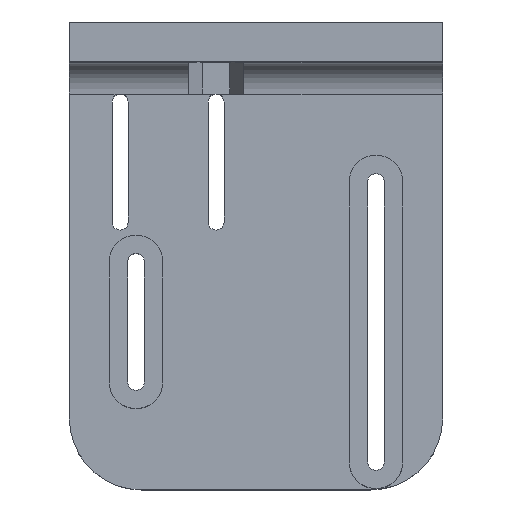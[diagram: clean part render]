
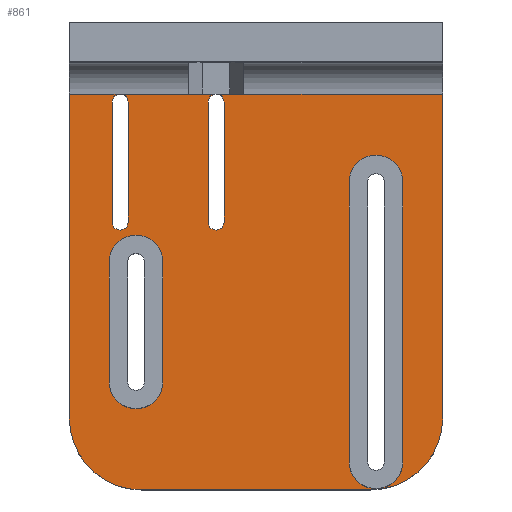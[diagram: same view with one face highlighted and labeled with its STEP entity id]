
A CAD part, top view. The second image highlights one B-rep face of the part: STEP entity #861.
In plain terms, the highlighted planar face has unit normal (0, 0, 1).
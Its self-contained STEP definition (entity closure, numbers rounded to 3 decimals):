
#19=FACE_BOUND('',#142,.T.);
#20=FACE_BOUND('',#143,.T.);
#47=CIRCLE('',#922,9.);
#57=CIRCLE('',#935,9.);
#58=CIRCLE('',#938,1.);
#59=CIRCLE('',#939,1.);
#60=CIRCLE('',#940,1.);
#61=CIRCLE('',#941,1.);
#62=CIRCLE('',#942,1.);
#63=CIRCLE('',#943,1.);
#64=CIRCLE('',#944,3.35);
#65=CIRCLE('',#945,3.35);
#66=CIRCLE('',#946,3.35);
#67=CIRCLE('',#947,3.35);
#91=FACE_OUTER_BOUND('',#141,.T.);
#141=EDGE_LOOP('',(#643,#644,#645,#646,#647,#648,#649,#650,#651,#652,#653,
#654,#655,#656,#657,#658,#659,#660,#661,#662));
#142=EDGE_LOOP('',(#663,#664,#665,#666));
#143=EDGE_LOOP('',(#667,#668,#669,#670));
#197=LINE('',#1289,#287);
#200=LINE('',#1299,#290);
#201=LINE('',#1300,#291);
#207=LINE('',#1315,#297);
#221=LINE('',#1363,#311);
#224=LINE('',#1368,#314);
#225=LINE('',#1372,#315);
#226=LINE('',#1376,#316);
#227=LINE('',#1378,#317);
#228=LINE('',#1382,#318);
#229=LINE('',#1386,#319);
#230=LINE('',#1388,#320);
#231=LINE('',#1391,#321);
#232=LINE('',#1395,#322);
#233=LINE('',#1399,#323);
#234=LINE('',#1403,#324);
#287=VECTOR('',#1027,10.);
#290=VECTOR('',#1036,10.);
#291=VECTOR('',#1037,10.);
#297=VECTOR('',#1051,10.);
#311=VECTOR('',#1091,10.);
#314=VECTOR('',#1096,10.);
#315=VECTOR('',#1099,10.);
#316=VECTOR('',#1102,10.);
#317=VECTOR('',#1105,10.);
#318=VECTOR('',#1108,10.);
#319=VECTOR('',#1111,10.);
#320=VECTOR('',#1114,10.);
#321=VECTOR('',#1115,10.);
#322=VECTOR('',#1118,10.);
#323=VECTOR('',#1121,10.);
#324=VECTOR('',#1124,10.);
#366=VERTEX_POINT('',#1260);
#371=VERTEX_POINT('',#1273);
#375=VERTEX_POINT('',#1288);
#378=VERTEX_POINT('',#1296);
#379=VERTEX_POINT('',#1298);
#382=VERTEX_POINT('',#1305);
#383=VERTEX_POINT('',#1307);
#404=VERTEX_POINT('',#1357);
#405=VERTEX_POINT('',#1359);
#406=VERTEX_POINT('',#1367);
#407=VERTEX_POINT('',#1369);
#408=VERTEX_POINT('',#1371);
#409=VERTEX_POINT('',#1373);
#410=VERTEX_POINT('',#1375);
#411=VERTEX_POINT('',#1379);
#412=VERTEX_POINT('',#1381);
#413=VERTEX_POINT('',#1383);
#414=VERTEX_POINT('',#1385);
#415=VERTEX_POINT('',#1389);
#416=VERTEX_POINT('',#1390);
#417=VERTEX_POINT('',#1392);
#418=VERTEX_POINT('',#1394);
#419=VERTEX_POINT('',#1397);
#420=VERTEX_POINT('',#1398);
#421=VERTEX_POINT('',#1400);
#422=VERTEX_POINT('',#1402);
#460=EDGE_CURVE('',#366,#375,#197,.T.);
#465=EDGE_CURVE('',#378,#379,#200,.T.);
#466=EDGE_CURVE('',#379,#371,#201,.T.);
#469=EDGE_CURVE('',#382,#383,#47,.T.);
#474=EDGE_CURVE('',#375,#382,#207,.T.);
#496=EDGE_CURVE('',#404,#405,#57,.T.);
#498=EDGE_CURVE('',#378,#405,#221,.T.);
#501=EDGE_CURVE('',#406,#366,#224,.T.);
#502=EDGE_CURVE('',#407,#406,#58,.T.);
#503=EDGE_CURVE('',#408,#407,#225,.T.);
#504=EDGE_CURVE('',#409,#408,#59,.T.);
#505=EDGE_CURVE('',#410,#409,#226,.T.);
#506=EDGE_CURVE('',#406,#410,#60,.T.);
#507=EDGE_CURVE('',#371,#406,#227,.T.);
#508=EDGE_CURVE('',#411,#379,#61,.T.);
#509=EDGE_CURVE('',#412,#411,#228,.T.);
#510=EDGE_CURVE('',#413,#412,#62,.T.);
#511=EDGE_CURVE('',#414,#413,#229,.T.);
#512=EDGE_CURVE('',#379,#414,#63,.T.);
#513=EDGE_CURVE('',#404,#383,#230,.T.);
#514=EDGE_CURVE('',#415,#416,#231,.T.);
#515=EDGE_CURVE('',#416,#417,#64,.T.);
#516=EDGE_CURVE('',#417,#418,#232,.T.);
#517=EDGE_CURVE('',#418,#415,#65,.T.);
#518=EDGE_CURVE('',#419,#420,#233,.T.);
#519=EDGE_CURVE('',#420,#421,#66,.T.);
#520=EDGE_CURVE('',#421,#422,#234,.T.);
#521=EDGE_CURVE('',#422,#419,#67,.T.);
#643=ORIENTED_EDGE('',*,*,#469,.F.);
#644=ORIENTED_EDGE('',*,*,#474,.F.);
#645=ORIENTED_EDGE('',*,*,#460,.F.);
#646=ORIENTED_EDGE('',*,*,#501,.F.);
#647=ORIENTED_EDGE('',*,*,#502,.F.);
#648=ORIENTED_EDGE('',*,*,#503,.F.);
#649=ORIENTED_EDGE('',*,*,#504,.F.);
#650=ORIENTED_EDGE('',*,*,#505,.F.);
#651=ORIENTED_EDGE('',*,*,#506,.F.);
#652=ORIENTED_EDGE('',*,*,#507,.F.);
#653=ORIENTED_EDGE('',*,*,#466,.F.);
#654=ORIENTED_EDGE('',*,*,#508,.F.);
#655=ORIENTED_EDGE('',*,*,#509,.F.);
#656=ORIENTED_EDGE('',*,*,#510,.F.);
#657=ORIENTED_EDGE('',*,*,#511,.F.);
#658=ORIENTED_EDGE('',*,*,#512,.F.);
#659=ORIENTED_EDGE('',*,*,#465,.F.);
#660=ORIENTED_EDGE('',*,*,#498,.T.);
#661=ORIENTED_EDGE('',*,*,#496,.F.);
#662=ORIENTED_EDGE('',*,*,#513,.T.);
#663=ORIENTED_EDGE('',*,*,#514,.T.);
#664=ORIENTED_EDGE('',*,*,#515,.T.);
#665=ORIENTED_EDGE('',*,*,#516,.T.);
#666=ORIENTED_EDGE('',*,*,#517,.T.);
#667=ORIENTED_EDGE('',*,*,#518,.T.);
#668=ORIENTED_EDGE('',*,*,#519,.T.);
#669=ORIENTED_EDGE('',*,*,#520,.T.);
#670=ORIENTED_EDGE('',*,*,#521,.T.);
#828=PLANE('',#937);
#861=ADVANCED_FACE('',(#91,#19,#20),#828,.T.);
#922=AXIS2_PLACEMENT_3D('',#1308,#1043,#1044);
#935=AXIS2_PLACEMENT_3D('',#1360,#1086,#1087);
#937=AXIS2_PLACEMENT_3D('',#1366,#1094,#1095);
#938=AXIS2_PLACEMENT_3D('',#1370,#1097,#1098);
#939=AXIS2_PLACEMENT_3D('',#1374,#1100,#1101);
#940=AXIS2_PLACEMENT_3D('',#1377,#1103,#1104);
#941=AXIS2_PLACEMENT_3D('',#1380,#1106,#1107);
#942=AXIS2_PLACEMENT_3D('',#1384,#1109,#1110);
#943=AXIS2_PLACEMENT_3D('',#1387,#1112,#1113);
#944=AXIS2_PLACEMENT_3D('',#1393,#1116,#1117);
#945=AXIS2_PLACEMENT_3D('',#1396,#1119,#1120);
#946=AXIS2_PLACEMENT_3D('',#1401,#1122,#1123);
#947=AXIS2_PLACEMENT_3D('',#1404,#1125,#1126);
#1027=DIRECTION('',(1.,0.,0.));
#1036=DIRECTION('',(1.,0.,0.));
#1037=DIRECTION('',(1.,0.,0.));
#1043=DIRECTION('center_axis',(0.,0.,-1.));
#1044=DIRECTION('ref_axis',(0.707,-0.707,0.));
#1051=DIRECTION('',(0.,-1.,0.));
#1086=DIRECTION('center_axis',(0.,0.,-1.));
#1087=DIRECTION('ref_axis',(-0.707,-0.707,0.));
#1091=DIRECTION('',(0.,-1.,0.));
#1094=DIRECTION('center_axis',(0.,0.,1.));
#1095=DIRECTION('ref_axis',(1.,0.,0.));
#1096=DIRECTION('',(1.,0.,0.));
#1097=DIRECTION('center_axis',(0.,0.,1.));
#1098=DIRECTION('ref_axis',(1.,0.,0.));
#1099=DIRECTION('',(0.,1.,0.));
#1100=DIRECTION('center_axis',(0.,0.,1.));
#1101=DIRECTION('ref_axis',(-1.,0.,0.));
#1102=DIRECTION('',(0.,-1.,0.));
#1103=DIRECTION('center_axis',(0.,0.,1.));
#1104=DIRECTION('ref_axis',(1.,0.,0.));
#1105=DIRECTION('',(1.,0.,0.));
#1106=DIRECTION('center_axis',(0.,0.,1.));
#1107=DIRECTION('ref_axis',(1.,0.,0.));
#1108=DIRECTION('',(0.,1.,0.));
#1109=DIRECTION('center_axis',(0.,0.,1.));
#1110=DIRECTION('ref_axis',(-1.,0.,0.));
#1111=DIRECTION('',(0.,-1.,0.));
#1112=DIRECTION('center_axis',(0.,0.,1.));
#1113=DIRECTION('ref_axis',(1.,0.,0.));
#1114=DIRECTION('',(1.,0.,0.));
#1115=DIRECTION('',(0.,-1.,0.));
#1116=DIRECTION('center_axis',(0.,0.,-1.));
#1117=DIRECTION('ref_axis',(-1.,0.,0.));
#1118=DIRECTION('',(0.,1.,0.));
#1119=DIRECTION('center_axis',(0.,0.,-1.));
#1120=DIRECTION('ref_axis',(1.,0.,0.));
#1121=DIRECTION('',(0.,-1.,0.));
#1122=DIRECTION('center_axis',(0.,0.,-1.));
#1123=DIRECTION('ref_axis',(-1.,0.,0.));
#1124=DIRECTION('',(0.,1.,0.));
#1125=DIRECTION('center_axis',(0.,0.,-1.));
#1126=DIRECTION('ref_axis',(1.,0.,0.));
#1260=CARTESIAN_POINT('',(3.464,51.,0.));
#1273=CARTESIAN_POINT('',(-3.464,51.,0.));
#1288=CARTESIAN_POINT('',(28.35,51.,0.));
#1289=CARTESIAN_POINT('',(-13.75,51.,0.));
#1296=CARTESIAN_POINT('',(-18.35,51.,0.));
#1298=CARTESIAN_POINT('',(-12.,51.,0.));
#1299=CARTESIAN_POINT('',(-13.75,51.,0.));
#1300=CARTESIAN_POINT('',(-13.75,51.,0.));
#1305=CARTESIAN_POINT('',(28.35,10.5,0.));
#1307=CARTESIAN_POINT('',(19.35,1.5,0.));
#1308=CARTESIAN_POINT('Origin',(19.35,10.5,0.));
#1315=CARTESIAN_POINT('',(28.35,13.75,0.));
#1357=CARTESIAN_POINT('',(-9.35,1.5,0.));
#1359=CARTESIAN_POINT('',(-18.35,10.5,0.));
#1360=CARTESIAN_POINT('Origin',(-9.35,10.5,0.));
#1363=CARTESIAN_POINT('',(-18.35,13.75,0.));
#1366=CARTESIAN_POINT('Origin',(0.,27.5,0.));
#1367=CARTESIAN_POINT('',(0.,51.,0.));
#1368=CARTESIAN_POINT('',(-13.75,51.,0.));
#1369=CARTESIAN_POINT('',(1.,50.,0.));
#1370=CARTESIAN_POINT('Origin',(0.,50.,0.));
#1371=CARTESIAN_POINT('',(1.,35.,0.));
#1372=CARTESIAN_POINT('',(1.,38.75,0.));
#1373=CARTESIAN_POINT('',(-1.,35.,0.));
#1374=CARTESIAN_POINT('Origin',(0.,35.,0.));
#1375=CARTESIAN_POINT('',(-1.,50.,0.));
#1376=CARTESIAN_POINT('',(-1.,31.25,0.));
#1377=CARTESIAN_POINT('Origin',(0.,50.,0.));
#1378=CARTESIAN_POINT('',(-13.75,51.,0.));
#1379=CARTESIAN_POINT('',(-11.,50.,0.));
#1380=CARTESIAN_POINT('Origin',(-12.,50.,0.));
#1381=CARTESIAN_POINT('',(-11.,35.,0.));
#1382=CARTESIAN_POINT('',(-11.,38.75,0.));
#1383=CARTESIAN_POINT('',(-13.,35.,0.));
#1384=CARTESIAN_POINT('Origin',(-12.,35.,0.));
#1385=CARTESIAN_POINT('',(-13.,50.,0.));
#1386=CARTESIAN_POINT('',(-13.,31.25,0.));
#1387=CARTESIAN_POINT('Origin',(-12.,50.,0.));
#1388=CARTESIAN_POINT('',(0.,1.5,0.));
#1389=CARTESIAN_POINT('',(-6.65,30.,0.));
#1390=CARTESIAN_POINT('',(-6.65,15.,0.));
#1391=CARTESIAN_POINT('',(-6.65,28.75,0.));
#1392=CARTESIAN_POINT('',(-13.35,15.,0.));
#1393=CARTESIAN_POINT('Origin',(-10.,15.,0.));
#1394=CARTESIAN_POINT('',(-13.35,30.,0.));
#1395=CARTESIAN_POINT('',(-13.35,21.25,0.));
#1396=CARTESIAN_POINT('Origin',(-10.,30.,0.));
#1397=CARTESIAN_POINT('',(23.35,40.,0.));
#1398=CARTESIAN_POINT('',(23.35,5.,0.));
#1399=CARTESIAN_POINT('',(23.35,33.75,0.));
#1400=CARTESIAN_POINT('',(16.65,5.,0.));
#1401=CARTESIAN_POINT('Origin',(20.,5.,0.));
#1402=CARTESIAN_POINT('',(16.65,40.,0.));
#1403=CARTESIAN_POINT('',(16.65,16.25,0.));
#1404=CARTESIAN_POINT('Origin',(20.,40.,0.));
